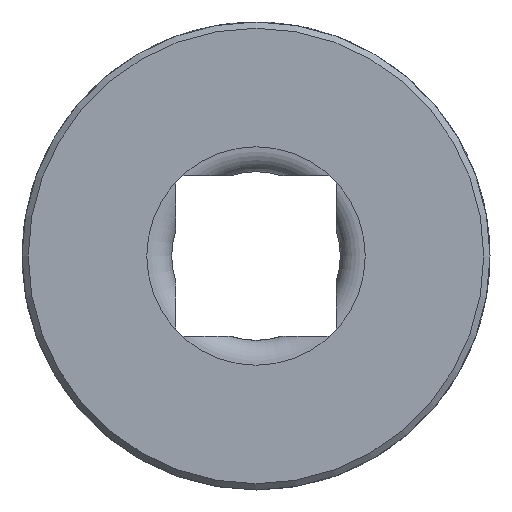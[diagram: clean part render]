
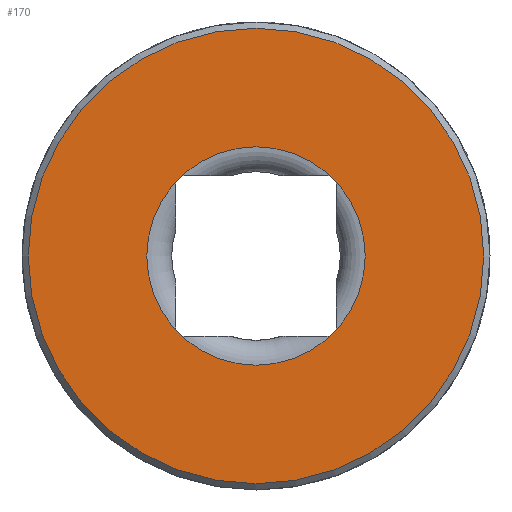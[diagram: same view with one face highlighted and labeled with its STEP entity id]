
A CAD part, left-side view. The second image highlights one B-rep face of the part: STEP entity #170.
In plain terms, the highlighted planar face has unit normal (-1, 0, 0).
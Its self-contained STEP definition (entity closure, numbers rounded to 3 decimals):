
#170 = ADVANCED_FACE( '', ( #377, #378 ), #379, .F. );
#377 = FACE_OUTER_BOUND( '', #619, .T. );
#378 = FACE_BOUND( '', #620, .T. );
#379 = PLANE( '', #621 );
#619 = EDGE_LOOP( '', ( #1077 ) );
#620 = EDGE_LOOP( '', ( #1078 ) );
#621 = AXIS2_PLACEMENT_3D( '', #1079, #1080, #1081 );
#1077 = ORIENTED_EDGE( '', *, *, #1618, .T. );
#1078 = ORIENTED_EDGE( '', *, *, #1599, .T. );
#1079 = CARTESIAN_POINT( '', ( -115., 0., 0. ) );
#1080 = DIRECTION( '', ( 1., 0., 0. ) );
#1081 = DIRECTION( '', ( 0., 0., -1. ) );
#1599 = EDGE_CURVE( '', #1968, #1968, #1969, .T. );
#1618 = EDGE_CURVE( '', #1992, #1992, #1993, .F. );
#1968 = VERTEX_POINT( '', #2932 );
#1969 = CIRCLE( '', #2933, 8.75 );
#1992 = VERTEX_POINT( '', #3036 );
#1993 = CIRCLE( '', #3037, 18.25 );
#2932 = CARTESIAN_POINT( '', ( -115., 0., -8.75 ) );
#2933 = AXIS2_PLACEMENT_3D( '', #3605, #3606, #3607 );
#3036 = CARTESIAN_POINT( '', ( -115., 0., -18.25 ) );
#3037 = AXIS2_PLACEMENT_3D( '', #3621, #3622, #3623 );
#3605 = CARTESIAN_POINT( '', ( -115., 0., 0. ) );
#3606 = DIRECTION( '', ( 1., 0., 0. ) );
#3607 = DIRECTION( '', ( 0., 0., -1. ) );
#3621 = CARTESIAN_POINT( '', ( -115., 0., 0. ) );
#3622 = DIRECTION( '', ( 1., 0., 0. ) );
#3623 = DIRECTION( '', ( 0., 0., -1. ) );
